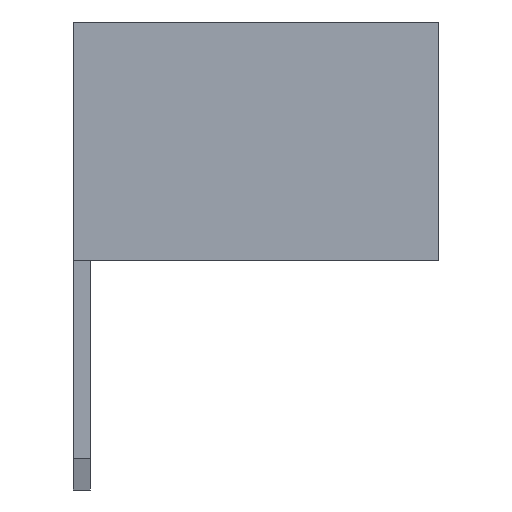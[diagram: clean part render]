
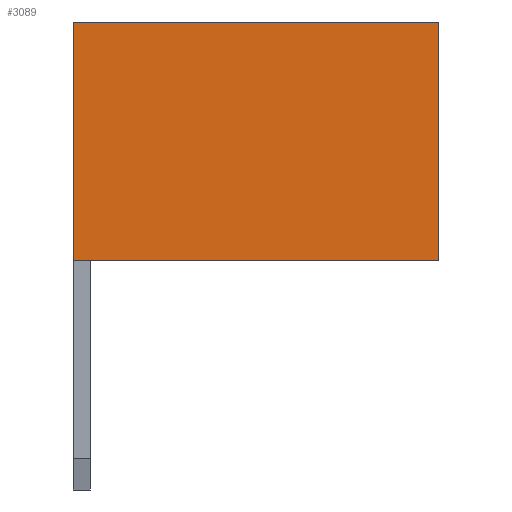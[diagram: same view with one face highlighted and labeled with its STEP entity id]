
A CAD part, left-side view. The second image highlights one B-rep face of the part: STEP entity #3089.
In plain terms, the highlighted planar face has unit normal (-1, 0, 0).
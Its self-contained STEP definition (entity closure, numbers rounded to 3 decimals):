
#3089=ADVANCED_FACE('',(#22093),#22095,.T.);
#22093=FACE_BOUND('',#22094,.T.);
#22094=EDGE_LOOP('',(#37301,#37302,#37303,#37304));
#22095=PLANE('',#22096);
#22096=AXIS2_PLACEMENT_3D('',#22097,#22098,#22099);
#22097=CARTESIAN_POINT('',(-1.,-4.2,0.));
#22098=DIRECTION('',(-1.,0.,0.));
#22099=DIRECTION('',(0.,0.,1.));
#37301=ORIENTED_EDGE('',*,*,#47805,.T.);
#37302=ORIENTED_EDGE('',*,*,#48358,.T.);
#37303=ORIENTED_EDGE('',*,*,#47516,.F.);
#37304=ORIENTED_EDGE('',*,*,#48357,.F.);
#47516=EDGE_CURVE('',#53946,#53948,#53949,.T.);
#47805=EDGE_CURVE('',#54354,#54355,#54356,.T.);
#48357=EDGE_CURVE('',#54354,#53946,#55273,.T.);
#48358=EDGE_CURVE('',#54355,#53948,#55274,.T.);
#53946=VERTEX_POINT('',#64710);
#53948=VERTEX_POINT('',#64714);
#53949=LINE('',#64715,#64716);
#54354=VERTEX_POINT('',#65698);
#54355=VERTEX_POINT('',#65699);
#54356=LINE('',#65700,#65701);
#55273=LINE('',#67721,#67722);
#55274=LINE('',#67724,#67725);
#64710=CARTESIAN_POINT('',(-1.,0.1,0.));
#64714=CARTESIAN_POINT('',(-1.,0.1,2.8));
#64715=CARTESIAN_POINT('',(-1.,0.1,0.));
#64716=VECTOR('',#64717,1.);
#64717=DIRECTION('',(0.,0.,1.));
#65698=CARTESIAN_POINT('',(-1.,-4.2,0.));
#65699=CARTESIAN_POINT('',(-1.,-4.2,2.8));
#65700=CARTESIAN_POINT('',(-1.,-4.2,0.));
#65701=VECTOR('',#65702,1.);
#65702=DIRECTION('',(0.,0.,1.));
#67721=CARTESIAN_POINT('',(-1.,-4.2,0.));
#67722=VECTOR('',#67723,1.);
#67723=DIRECTION('',(0.,1.,0.));
#67724=CARTESIAN_POINT('',(-1.,-4.2,2.8));
#67725=VECTOR('',#67726,1.);
#67726=DIRECTION('',(0.,1.,0.));
